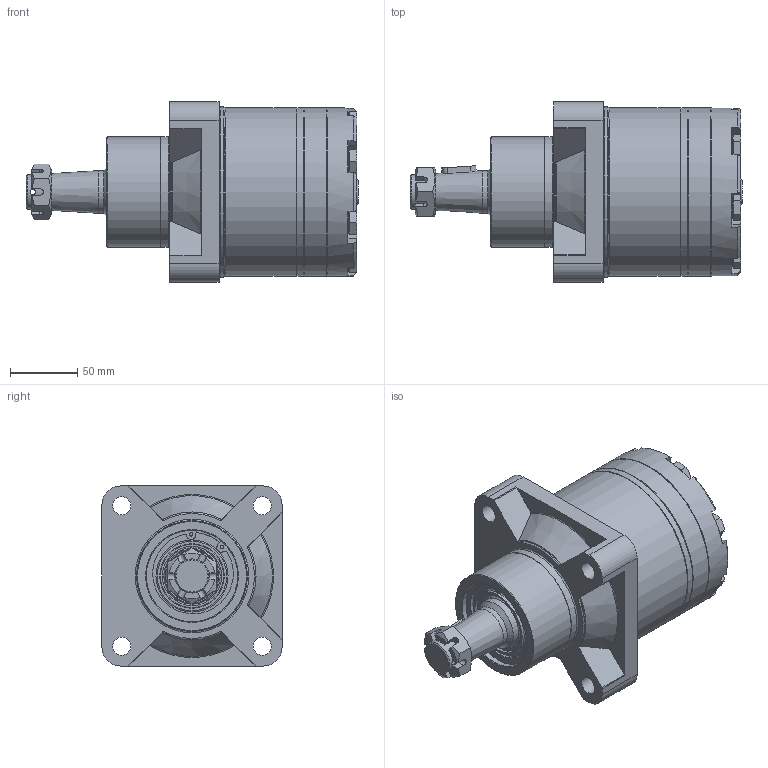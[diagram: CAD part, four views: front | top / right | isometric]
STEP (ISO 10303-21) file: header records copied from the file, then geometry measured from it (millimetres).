
FILE_DESCRIPTION(/* description */ ('STEP AP214'),/* implementation_level */ '2;1');
FILE_NAME(/* name */ 'HWS125R2(EURO)',/* time_stamp */ '2023-02-20T13:55:12+01:00',/* author */ ('License CC BY-ND 4.0'),/* organization */ ('CADENAS'),/* preprocessor_version */ 'ST-DEVELOPER v18.102',/* originating_system */ 'PARTsolutions',/* authorisation */ ' ');
FILE_SCHEMA (('AUTOMOTIVE_DESIGN {1 0 10303 214 3 1 1}'));
Length unit declared in the file: millimetre
Products named in the file (7): HWS125R2(EURO); Hexagon bolt DIN 931-1 M10x320; HWSEC; HW125D; HWF; HWRSH; HWSMF
Assembly tree (12 placements, depth 2):
  HWS125R2(EURO)
    Hexagon bolt DIN 931-1 M10x320  x7
    HWSEC
    HW125D
    HWF
    HWRSH
    HWSMF
Bounding box: 247 x 134 x 134 mm (x, y, z)
Volume: 2042630.1 mm3; surface area: 250084.2 mm2
Topology: 12 solids, 12 shells, 376 faces, 877 edges, 558 vertices
Faces by surface type: plane 169, cylinder 97, cone 85, torus 25
Full cylindrical faces by diameter (mm): 2 x2, 2.5 x2, 4 x1, 10 x7, 10.4 x7, 10.5 x7, 13.5 x4, 16 x7, 18 x1, 18.631 x2, 21 x1, 25.4 x1, 31.78 x1, 34 x2, 38.1 x1, 44 x1, 48 x1, 51.6 x1, 65 x1, 68 x1, 68.1 x2, 71 x1, 82.2 x1, 82.5 x1, 125 x4, 127 x1
Entity records: 7559 total; most frequent: CARTESIAN_POINT 1548, DIRECTION 1220, ORIENTED_EDGE 1080, EDGE_CURVE 540, AXIS2_PLACEMENT_3D 503, VERTEX_POINT 401, FACE_BOUND 399, EDGE_LOOP 395
